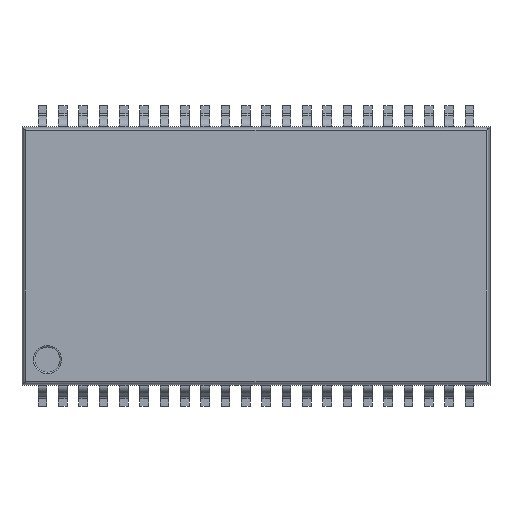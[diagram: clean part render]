
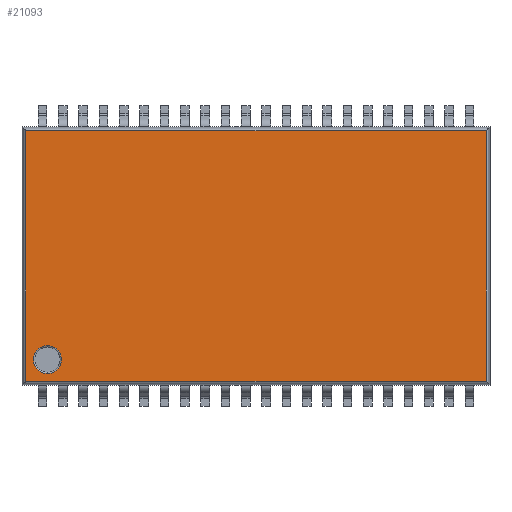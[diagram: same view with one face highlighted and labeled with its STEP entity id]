
A CAD part, top view. The second image highlights one B-rep face of the part: STEP entity #21093.
In plain terms, the highlighted planar face has unit normal (0, 0, 1).
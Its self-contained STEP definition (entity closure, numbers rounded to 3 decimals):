
#20887 = CARTESIAN_POINT ( 'NONE',  ( -8.208, -4.63, 1.2 ) ) ;
#20888 = VERTEX_POINT ( 'NONE', #20887 ) ;
#20896 = CARTESIAN_POINT ( 'NONE',  ( -8.208, -3.53, 1.2 ) ) ;
#20897 = VERTEX_POINT ( 'NONE', #20896 ) ;
#20898 = CARTESIAN_POINT ( 'NONE',  ( -8.208, -4.08, 1.2 ) ) ;
#20899 = DIRECTION ( 'NONE',  ( 0., 0., -1. ) ) ;
#20900 = DIRECTION ( 'NONE',  ( 0., 1., 0. ) ) ;
#20901 = AXIS2_PLACEMENT_3D ( 'NONE', #20898, #20899, #20900 ) ;
#20902 = CIRCLE ( 'NONE', #20901, 0.55) ;
#20903 = EDGE_CURVE ( 'NONE', #20897, #20888, #20902, .T. ) ;
#21044 = ORIENTED_EDGE ( 'NONE', *, *, #20903, .T. ) ;
#21045 = CARTESIAN_POINT ( 'NONE',  ( -8.208, -4.08, 1.2 ) ) ;
#21046 = DIRECTION ( 'NONE',  ( 0., 0., -1. ) ) ;
#21047 = DIRECTION ( 'NONE',  ( 0., 1., 0. ) ) ;
#21048 = AXIS2_PLACEMENT_3D ( 'NONE', #21045, #21046, #21047 ) ;
#21049 = CIRCLE ( 'NONE', #21048, 0.55) ;
#21050 = EDGE_CURVE ( 'NONE', #20888, #20897, #21049, .T. ) ;
#21051 = ORIENTED_EDGE ( 'NONE', *, *, #21050, .T. ) ;
#21052 = EDGE_LOOP ( 'NONE', ( #21044, #21051 ) ) ;
#21053 = FACE_BOUND ( 'NONE', #21052, .T. ) ;
#21054 = CARTESIAN_POINT ( 'NONE',  ( 9.053, -4.926, 1.2 ) ) ;
#21055 = VERTEX_POINT ( 'NONE', #21054 ) ;
#21056 = CARTESIAN_POINT ( 'NONE',  ( 9.053, 4.926, 1.2 ) ) ;
#21057 = VERTEX_POINT ( 'NONE', #21056 ) ;
#21058 = CARTESIAN_POINT ( 'NONE',  ( 9.053, 5.01, 1.2 ) ) ;
#21059 = DIRECTION ( 'NONE',  ( 0., 1., 0. ) ) ;
#21060 = VECTOR ( 'NONE', #21059, 1000. ) ;
#21061 = LINE ( 'NONE', #21058, #21060 ) ;
#21062 = EDGE_CURVE ( 'NONE', #21055, #21057, #21061, .T. ) ;
#21063 = ORIENTED_EDGE ( 'NONE', *, *, #21062, .T. ) ;
#21064 = CARTESIAN_POINT ( 'NONE',  ( -9.053, 4.926, 1.2 ) ) ;
#21065 = VERTEX_POINT ( 'NONE', #21064 ) ;
#21066 = CARTESIAN_POINT ( 'NONE',  ( -9.137, 4.926, 1.2 ) ) ;
#21067 = DIRECTION ( 'NONE',  ( -1., 0., 0. ) ) ;
#21068 = VECTOR ( 'NONE', #21067, 1000. ) ;
#21069 = LINE ( 'NONE', #21066, #21068 ) ;
#21070 = EDGE_CURVE ( 'NONE', #21057, #21065, #21069, .T. ) ;
#21071 = ORIENTED_EDGE ( 'NONE', *, *, #21070, .T. ) ;
#21072 = CARTESIAN_POINT ( 'NONE',  ( -9.053, -4.926, 1.2 ) ) ;
#21073 = VERTEX_POINT ( 'NONE', #21072 ) ;
#21074 = CARTESIAN_POINT ( 'NONE',  ( -9.053, -5.01, 1.2 ) ) ;
#21075 = DIRECTION ( 'NONE',  ( 0., -1., 0. ) ) ;
#21076 = VECTOR ( 'NONE', #21075, 1000. ) ;
#21077 = LINE ( 'NONE', #21074, #21076 ) ;
#21078 = EDGE_CURVE ( 'NONE', #21065, #21073, #21077, .T. ) ;
#21079 = ORIENTED_EDGE ( 'NONE', *, *, #21078, .T. ) ;
#21080 = CARTESIAN_POINT ( 'NONE',  ( 9.137, -4.926, 1.2 ) ) ;
#21081 = DIRECTION ( 'NONE',  ( 1., 0., 0. ) ) ;
#21082 = VECTOR ( 'NONE', #21081, 1000. ) ;
#21083 = LINE ( 'NONE', #21080, #21082 ) ;
#21084 = EDGE_CURVE ( 'NONE', #21073, #21055, #21083, .T. ) ;
#21085 = ORIENTED_EDGE ( 'NONE', *, *, #21084, .T. ) ;
#21086 = EDGE_LOOP ( 'NONE', ( #21063, #21071, #21079, #21085 ) ) ;
#21087 = FACE_OUTER_BOUND ( 'NONE', #21086, .T. ) ;
#21088 = CARTESIAN_POINT ( 'NONE',  ( 0., 0., 1.2 ) ) ;
#21089 = DIRECTION ( 'NONE',  ( 0., 0., -1. ) ) ;
#21090 = DIRECTION ( 'NONE',  ( 0., 1., 0. ) ) ;
#21091 = AXIS2_PLACEMENT_3D ( 'NONE', #21088, #21089, #21090 ) ;
#21092 = PLANE ( 'NONE', #21091 ) ;
#21093 = ADVANCED_FACE ( 'NONE', ( #21053, #21087 ), #21092, .F. ) ;
